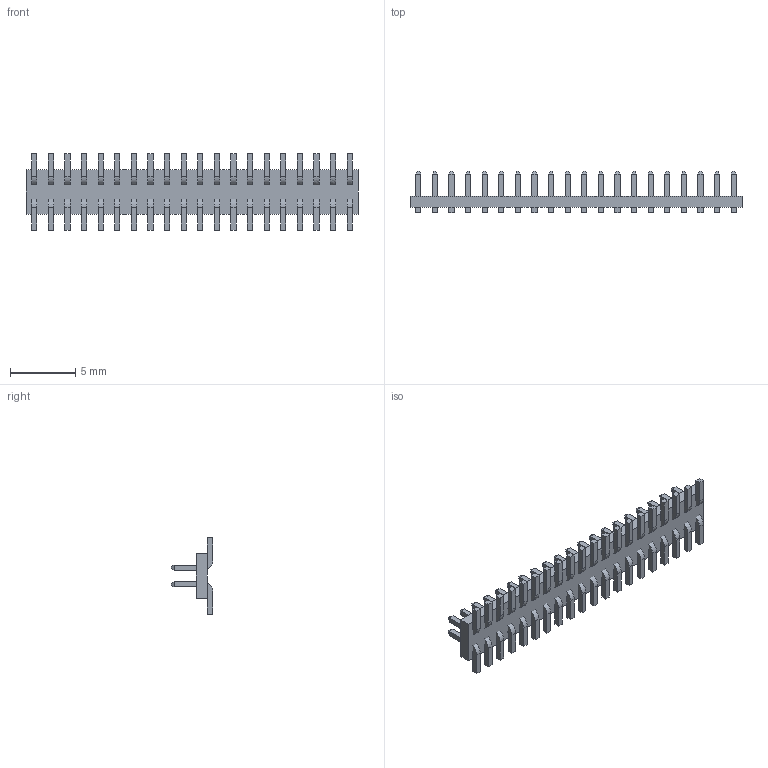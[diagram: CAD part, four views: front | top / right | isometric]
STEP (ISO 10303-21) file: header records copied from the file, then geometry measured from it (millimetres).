
FILE_DESCRIPTION(/* description */ ('STEP AP214'),/* implementation_level */ '2;1');
FILE_NAME(/* name */ 'FTS-120-02-L-DV',/* time_stamp */ '2023-11-24T16:22:42+01:00',/* author */ ('License CC BY-ND 4.0'),/* organization */ ('CADENAS'),/* preprocessor_version */ 'ST-DEVELOPER v19.3',/* originating_system */ 'PARTsolutions',/* authorisation */ ' ');
FILE_SCHEMA (('AUTOMOTIVE_DESIGN {1 0 10303 214 3 1 1}'));
Length unit declared in the file: inch
Products named in the file (4): FTS-120-02-L-DV; FTS-120-02-L-DV_pins2; FTS-120-02-L-DV_pins1; FTS-120-02-L-DV_body
Assembly tree (3 placements, depth 2):
  FTS-120-02-L-DV
    FTS-120-02-L-DV_pins2
    FTS-120-02-L-DV_pins1
    FTS-120-02-L-DV_body
Bounding box: 25.4 x 3.17 x 5.84 mm (x, y, z)
Volume: 130.3 mm3; surface area: 725.6 mm2
Topology: 3 solids, 3 shells, 572 faces, 1538 edges, 972 vertices
Faces by surface type: plane 568, cylinder 4
Entity records: 17567 total; most frequent: CARTESIAN_POINT 3086, ORIENTED_EDGE 3076, DIRECTION 2850, EDGE_CURVE 1538, LINE 1378, VECTOR 1378, VERTEX_POINT 972, AXIS2_PLACEMENT_3D 736
